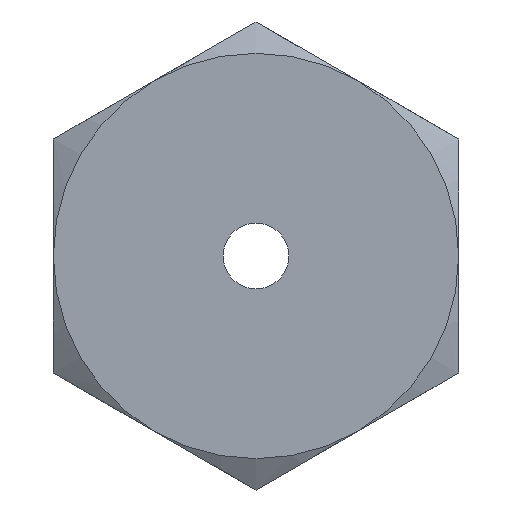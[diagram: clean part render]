
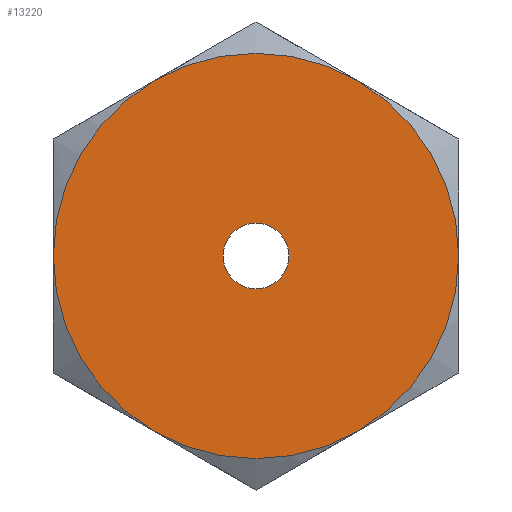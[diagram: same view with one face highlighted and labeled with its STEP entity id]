
A CAD part, left-side view. The second image highlights one B-rep face of the part: STEP entity #13220.
In plain terms, the highlighted planar face has unit normal (-1, 0, 0).
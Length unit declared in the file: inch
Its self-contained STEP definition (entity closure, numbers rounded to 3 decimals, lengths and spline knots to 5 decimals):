
#6184=CARTESIAN_POINT('',(-0.09,0.06175,
-0.10695));
#6198=CARTESIAN_POINT('',(-0.09,0.1235,
0.));
#6224=CARTESIAN_POINT('',(-0.09,0.06175,
0.10695));
#6238=CARTESIAN_POINT('',(-0.09,0.,0.));
#6239=DIRECTION('',(-1.,0.,0.));
#6240=DIRECTION('',(0.,1.,0.));
#6241=AXIS2_PLACEMENT_3D('',#6238,#6239,#6240);
#6243=CARTESIAN_POINT('',(-0.09,0.,0.));
#6244=DIRECTION('',(-1.,0.,0.));
#6245=DIRECTION('',(0.,0.5,0.866));
#6246=AXIS2_PLACEMENT_3D('',#6243,#6244,#6245);
#6248=CARTESIAN_POINT('',(-0.09,0.,0.));
#6249=DIRECTION('',(-1.,0.,0.));
#6250=DIRECTION('',(0.,-0.5,0.866));
#6251=AXIS2_PLACEMENT_3D('',#6248,#6249,#6250);
#6253=CARTESIAN_POINT('',(-0.09,0.,0.));
#6254=DIRECTION('',(-1.,0.,0.));
#6255=DIRECTION('',(0.,-1.,0.));
#6256=AXIS2_PLACEMENT_3D('',#6253,#6254,#6255);
#6258=CARTESIAN_POINT('',(-0.09,0.,0.));
#6259=DIRECTION('',(-1.,0.,0.));
#6260=DIRECTION('',(0.,-0.5,-0.866));
#6261=AXIS2_PLACEMENT_3D('',#6258,#6259,#6260);
#6263=CARTESIAN_POINT('',(-0.09,0.,0.));
#6264=DIRECTION('',(-1.,0.,0.));
#6265=DIRECTION('',(0.,0.5,-0.866));
#6266=AXIS2_PLACEMENT_3D('',#6263,#6264,#6265);
#6268=CARTESIAN_POINT('',(-0.09,0.,0.));
#6269=DIRECTION('',(1.,0.,0.));
#6270=DIRECTION('',(0.,-1.,0.));
#6271=AXIS2_PLACEMENT_3D('',#6268,#6269,#6270);
#6273=CARTESIAN_POINT('',(-0.09,0.,0.));
#6274=DIRECTION('',(1.,0.,0.));
#6275=DIRECTION('',(0.,1.,0.));
#6276=AXIS2_PLACEMENT_3D('',#6273,#6274,#6275);
#6292=CARTESIAN_POINT('',(-0.09,-0.06175,
0.10695));
#6312=CARTESIAN_POINT('',(-0.09,-0.1235,
0.));
#6332=CARTESIAN_POINT('',(-0.09,-0.06175,
-0.10695));
#6667=VERTEX_POINT('',#6184);
#6669=VERTEX_POINT('',#6198);
#6672=VERTEX_POINT('',#6224);
#6674=VERTEX_POINT('',#6292);
#6676=VERTEX_POINT('',#6312);
#6677=VERTEX_POINT('',#6332);
#6686=CARTESIAN_POINT('',(-0.09,-0.02,0.));
#6687=CARTESIAN_POINT('',(-0.09,0.02,0.));
#6688=VERTEX_POINT('',#6686);
#6689=VERTEX_POINT('',#6687);
#13201=CARTESIAN_POINT('',(-0.09,0.,0.));
#13202=DIRECTION('',(1.,0.,0.));
#13203=DIRECTION('',(0.,1.,0.));
#13204=AXIS2_PLACEMENT_3D('',#13201,#13202,#13203);
#13205=PLANE('',#13204);
#13206=ORIENTED_EDGE('',*,*,#13099,.F.);
#13207=ORIENTED_EDGE('',*,*,#13169,.F.);
#13208=ORIENTED_EDGE('',*,*,#13182,.F.);
#13209=ORIENTED_EDGE('',*,*,#13196,.F.);
#13210=ORIENTED_EDGE('',*,*,#13126,.F.);
#13211=ORIENTED_EDGE('',*,*,#13110,.F.);
#13212=EDGE_LOOP('',(#13206,#13207,#13208,#13209,#13210,#13211));
#13213=FACE_OUTER_BOUND('',#13212,.F.);
#13215=ORIENTED_EDGE('',*,*,#13214,.F.);
#13217=ORIENTED_EDGE('',*,*,#13216,.F.);
#13218=EDGE_LOOP('',(#13215,#13217));
#13219=FACE_BOUND('',#13218,.F.);
#6242=CIRCLE('',#6241,0.1235);
#6247=CIRCLE('',#6246,0.1235);
#6252=CIRCLE('',#6251,0.1235);
#6257=CIRCLE('',#6256,0.1235);
#6262=CIRCLE('',#6261,0.1235);
#6267=CIRCLE('',#6266,0.1235);
#6272=CIRCLE('',#6271,0.02);
#6277=CIRCLE('',#6276,0.02);
#13099=EDGE_CURVE('',#6669,#6667,#6242,.T.);
#13110=EDGE_CURVE('',#6667,#6677,#6267,.T.);
#13126=EDGE_CURVE('',#6677,#6676,#6262,.T.);
#13169=EDGE_CURVE('',#6672,#6669,#6247,.T.);
#13182=EDGE_CURVE('',#6674,#6672,#6252,.T.);
#13196=EDGE_CURVE('',#6676,#6674,#6257,.T.);
#13214=EDGE_CURVE('',#6688,#6689,#6272,.T.);
#13216=EDGE_CURVE('',#6689,#6688,#6277,.T.);
#13220=ADVANCED_FACE('',(#13213,#13219),#13205,.F.);
